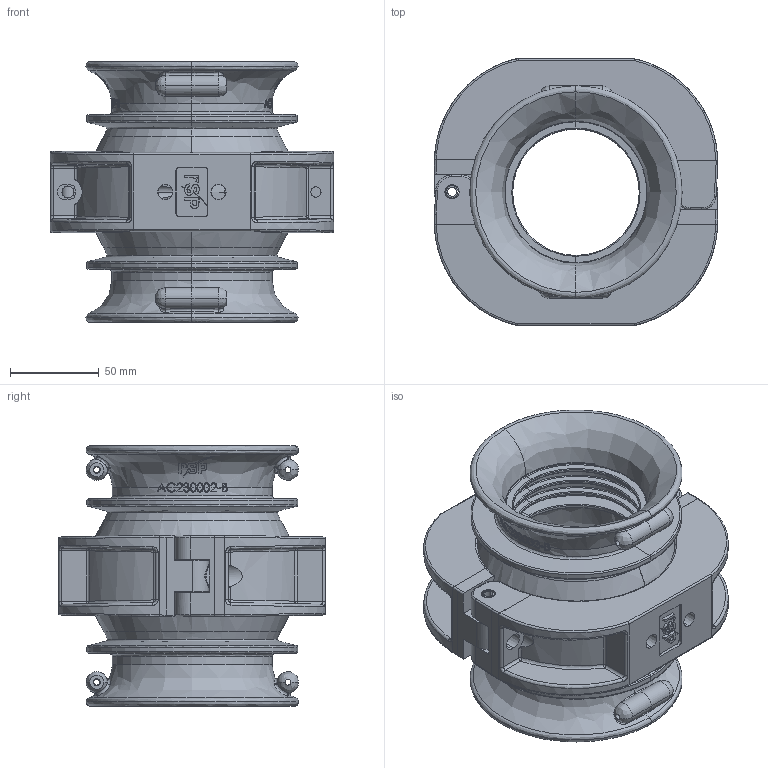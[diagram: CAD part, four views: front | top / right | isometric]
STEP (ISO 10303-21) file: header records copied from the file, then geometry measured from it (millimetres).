
FILE_DESCRIPTION (( 'STEP AP203' ), '1' );
FILE_NAME ('P8236.STEP', '2019-10-10T06:53:40', ( 'admin' ), ( '' ), 'SwSTEP 2.0', 'SolidWorks 2017', '' );
FILE_SCHEMA (( 'CONFIG_CONTROL_DESIGN' ));
Products named in the file (1): P8236
Bounding box: 160.07 x 150.87 x 147.25 mm (x, y, z)
Volume: 730058.3 mm3; surface area: 239408.3 mm2
Topology: 7 solids, 7 shells, 1340 faces, 3589 edges, 2261 vertices
Faces by surface type: bspline 528, plane 313, cylinder 270, cone 137, torus 52, sphere 40
Entity records: 67268 total; most frequent: CARTESIAN_POINT 37940, ORIENTED_EDGE 7078, DIRECTION 4757, EDGE_CURVE 3539, VERTEX_POINT 2259, AXIS2_PLACEMENT_3D 1832, EDGE_LOOP 1436, FACE_OUTER_BOUND 1340
